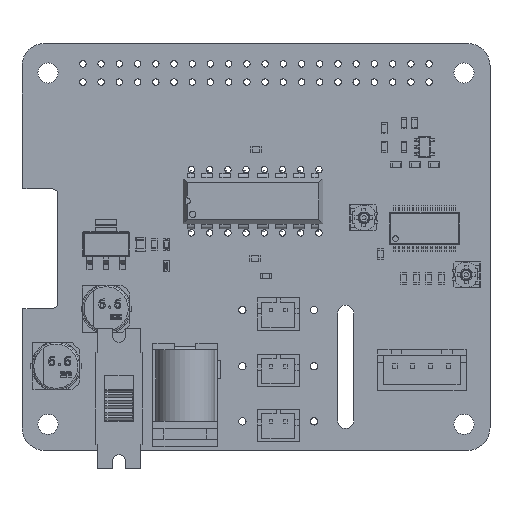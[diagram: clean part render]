
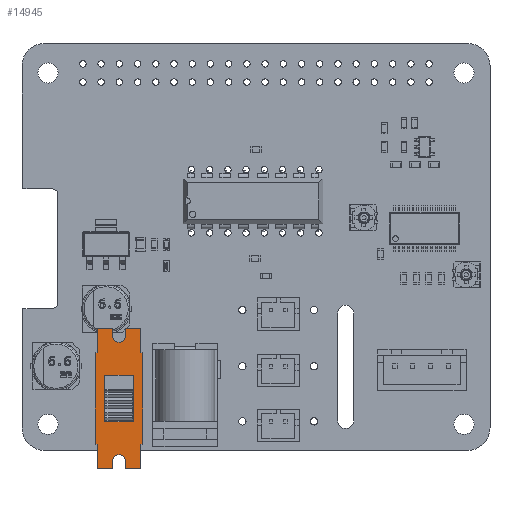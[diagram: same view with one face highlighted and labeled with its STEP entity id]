
A CAD part, top view. The second image highlights one B-rep face of the part: STEP entity #14945.
In plain terms, the highlighted planar face has unit normal (0, 0, 1).
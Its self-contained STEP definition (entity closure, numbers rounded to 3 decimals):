
#14945 = ADVANCED_FACE('',(#14946,#15110),#15144,.T.);
#14946 = FACE_BOUND('',#14947,.T.);
#14947 = EDGE_LOOP('',(#14948,#14958,#14966,#14974,#14982,#14990,#14999,
    #15007,#15015,#15023,#15031,#15039,#15047,#15055,#15063,#15071,
    #15080,#15088,#15096,#15104));
#14948 = ORIENTED_EDGE('',*,*,#14949,.T.);
#14949 = EDGE_CURVE('',#14950,#14952,#14954,.T.);
#14950 = VERTEX_POINT('',#14951);
#14951 = CARTESIAN_POINT('',(-3.3,6.352,0.36));
#14952 = VERTEX_POINT('',#14953);
#14953 = CARTESIAN_POINT('',(-3.3,-6.352,0.36));
#14954 = LINE('',#14955,#14956);
#14955 = CARTESIAN_POINT('',(-3.3,8.765,0.36));
#14956 = VECTOR('',#14957,1.);
#14957 = DIRECTION('',(0.,-1.,0.));
#14958 = ORIENTED_EDGE('',*,*,#14959,.T.);
#14959 = EDGE_CURVE('',#14952,#14960,#14962,.T.);
#14960 = VERTEX_POINT('',#14961);
#14961 = CARTESIAN_POINT('',(-3.05,-6.352,0.36));
#14962 = LINE('',#14963,#14964);
#14963 = CARTESIAN_POINT('',(-3.3,-6.352,0.36));
#14964 = VECTOR('',#14965,1.);
#14965 = DIRECTION('',(1.,0.,0.));
#14966 = ORIENTED_EDGE('',*,*,#14967,.T.);
#14967 = EDGE_CURVE('',#14960,#14968,#14970,.T.);
#14968 = VERTEX_POINT('',#14969);
#14969 = CARTESIAN_POINT('',(-3.05,-9.78,0.36));
#14970 = LINE('',#14971,#14972);
#14971 = CARTESIAN_POINT('',(-3.05,8.765,0.36));
#14972 = VECTOR('',#14973,1.);
#14973 = DIRECTION('',(0.,-1.,0.));
#14974 = ORIENTED_EDGE('',*,*,#14975,.T.);
#14975 = EDGE_CURVE('',#14968,#14976,#14978,.T.);
#14976 = VERTEX_POINT('',#14977);
#14977 = CARTESIAN_POINT('',(-0.925,-9.78,0.36));
#14978 = LINE('',#14979,#14980);
#14979 = CARTESIAN_POINT('',(0.,-9.78,0.36));
#14980 = VECTOR('',#14981,1.);
#14981 = DIRECTION('',(1.,0.,0.));
#14982 = ORIENTED_EDGE('',*,*,#14983,.T.);
#14983 = EDGE_CURVE('',#14976,#14984,#14986,.T.);
#14984 = VERTEX_POINT('',#14985);
#14985 = CARTESIAN_POINT('',(-0.925,-8.765,0.36));
#14986 = LINE('',#14987,#14988);
#14987 = CARTESIAN_POINT('',(-0.925,8.765,0.36));
#14988 = VECTOR('',#14989,1.);
#14989 = DIRECTION('',(0.,1.,0.));
#14990 = ORIENTED_EDGE('',*,*,#14991,.T.);
#14991 = EDGE_CURVE('',#14984,#14992,#14994,.T.);
#14992 = VERTEX_POINT('',#14993);
#14993 = CARTESIAN_POINT('',(0.925,-8.765,0.36));
#14994 = CIRCLE('',#14995,0.925);
#14995 = AXIS2_PLACEMENT_3D('',#14996,#14997,#14998);
#14996 = CARTESIAN_POINT('',(0.,-8.765,0.36));
#14997 = DIRECTION('',(0.,0.,-1.));
#14998 = DIRECTION('',(-1.,0.,0.));
#14999 = ORIENTED_EDGE('',*,*,#15000,.T.);
#15000 = EDGE_CURVE('',#14992,#15001,#15003,.T.);
#15001 = VERTEX_POINT('',#15002);
#15002 = CARTESIAN_POINT('',(0.925,-9.78,0.36));
#15003 = LINE('',#15004,#15005);
#15004 = CARTESIAN_POINT('',(0.925,8.765,0.36));
#15005 = VECTOR('',#15006,1.);
#15006 = DIRECTION('',(0.,-1.,0.));
#15007 = ORIENTED_EDGE('',*,*,#15008,.T.);
#15008 = EDGE_CURVE('',#15001,#15009,#15011,.T.);
#15009 = VERTEX_POINT('',#15010);
#15010 = CARTESIAN_POINT('',(3.05,-9.78,0.36));
#15011 = LINE('',#15012,#15013);
#15012 = CARTESIAN_POINT('',(0.,-9.78,0.36));
#15013 = VECTOR('',#15014,1.);
#15014 = DIRECTION('',(1.,0.,0.));
#15015 = ORIENTED_EDGE('',*,*,#15016,.T.);
#15016 = EDGE_CURVE('',#15009,#15017,#15019,.T.);
#15017 = VERTEX_POINT('',#15018);
#15018 = CARTESIAN_POINT('',(3.05,-6.352,0.36));
#15019 = LINE('',#15020,#15021);
#15020 = CARTESIAN_POINT('',(3.05,8.765,0.36));
#15021 = VECTOR('',#15022,1.);
#15022 = DIRECTION('',(0.,1.,0.));
#15023 = ORIENTED_EDGE('',*,*,#15024,.T.);
#15024 = EDGE_CURVE('',#15017,#15025,#15027,.T.);
#15025 = VERTEX_POINT('',#15026);
#15026 = CARTESIAN_POINT('',(3.3,-6.352,0.36));
#15027 = LINE('',#15028,#15029);
#15028 = CARTESIAN_POINT('',(-3.3,-6.352,0.36));
#15029 = VECTOR('',#15030,1.);
#15030 = DIRECTION('',(1.,0.,0.));
#15031 = ORIENTED_EDGE('',*,*,#15032,.T.);
#15032 = EDGE_CURVE('',#15025,#15033,#15035,.T.);
#15033 = VERTEX_POINT('',#15034);
#15034 = CARTESIAN_POINT('',(3.3,6.352,0.36));
#15035 = LINE('',#15036,#15037);
#15036 = CARTESIAN_POINT('',(3.3,8.765,0.36));
#15037 = VECTOR('',#15038,1.);
#15038 = DIRECTION('',(0.,1.,0.));
#15039 = ORIENTED_EDGE('',*,*,#15040,.T.);
#15040 = EDGE_CURVE('',#15033,#15041,#15043,.T.);
#15041 = VERTEX_POINT('',#15042);
#15042 = CARTESIAN_POINT('',(3.05,6.352,0.36));
#15043 = LINE('',#15044,#15045);
#15044 = CARTESIAN_POINT('',(-3.3,6.352,0.36));
#15045 = VECTOR('',#15046,1.);
#15046 = DIRECTION('',(-1.,0.,0.));
#15047 = ORIENTED_EDGE('',*,*,#15048,.T.);
#15048 = EDGE_CURVE('',#15041,#15049,#15051,.T.);
#15049 = VERTEX_POINT('',#15050);
#15050 = CARTESIAN_POINT('',(3.05,9.78,0.36));
#15051 = LINE('',#15052,#15053);
#15052 = CARTESIAN_POINT('',(3.05,8.765,0.36));
#15053 = VECTOR('',#15054,1.);
#15054 = DIRECTION('',(0.,1.,0.));
#15055 = ORIENTED_EDGE('',*,*,#15056,.T.);
#15056 = EDGE_CURVE('',#15049,#15057,#15059,.T.);
#15057 = VERTEX_POINT('',#15058);
#15058 = CARTESIAN_POINT('',(0.925,9.78,0.36));
#15059 = LINE('',#15060,#15061);
#15060 = CARTESIAN_POINT('',(0.,9.78,0.36));
#15061 = VECTOR('',#15062,1.);
#15062 = DIRECTION('',(-1.,0.,0.));
#15063 = ORIENTED_EDGE('',*,*,#15064,.T.);
#15064 = EDGE_CURVE('',#15057,#15065,#15067,.T.);
#15065 = VERTEX_POINT('',#15066);
#15066 = CARTESIAN_POINT('',(0.925,8.765,0.36));
#15067 = LINE('',#15068,#15069);
#15068 = CARTESIAN_POINT('',(0.925,8.765,0.36));
#15069 = VECTOR('',#15070,1.);
#15070 = DIRECTION('',(0.,-1.,0.));
#15071 = ORIENTED_EDGE('',*,*,#15072,.T.);
#15072 = EDGE_CURVE('',#15065,#15073,#15075,.T.);
#15073 = VERTEX_POINT('',#15074);
#15074 = CARTESIAN_POINT('',(-0.925,8.765,0.36));
#15075 = CIRCLE('',#15076,0.925);
#15076 = AXIS2_PLACEMENT_3D('',#15077,#15078,#15079);
#15077 = CARTESIAN_POINT('',(0.,8.765,0.36));
#15078 = DIRECTION('',(0.,0.,-1.));
#15079 = DIRECTION('',(-1.,0.,0.));
#15080 = ORIENTED_EDGE('',*,*,#15081,.T.);
#15081 = EDGE_CURVE('',#15073,#15082,#15084,.T.);
#15082 = VERTEX_POINT('',#15083);
#15083 = CARTESIAN_POINT('',(-0.925,9.78,0.36));
#15084 = LINE('',#15085,#15086);
#15085 = CARTESIAN_POINT('',(-0.925,8.765,0.36));
#15086 = VECTOR('',#15087,1.);
#15087 = DIRECTION('',(0.,1.,0.));
#15088 = ORIENTED_EDGE('',*,*,#15089,.T.);
#15089 = EDGE_CURVE('',#15082,#15090,#15092,.T.);
#15090 = VERTEX_POINT('',#15091);
#15091 = CARTESIAN_POINT('',(-3.05,9.78,0.36));
#15092 = LINE('',#15093,#15094);
#15093 = CARTESIAN_POINT('',(0.,9.78,0.36));
#15094 = VECTOR('',#15095,1.);
#15095 = DIRECTION('',(-1.,0.,0.));
#15096 = ORIENTED_EDGE('',*,*,#15097,.T.);
#15097 = EDGE_CURVE('',#15090,#15098,#15100,.T.);
#15098 = VERTEX_POINT('',#15099);
#15099 = CARTESIAN_POINT('',(-3.05,6.352,0.36));
#15100 = LINE('',#15101,#15102);
#15101 = CARTESIAN_POINT('',(-3.05,8.765,0.36));
#15102 = VECTOR('',#15103,1.);
#15103 = DIRECTION('',(0.,-1.,0.));
#15104 = ORIENTED_EDGE('',*,*,#15105,.T.);
#15105 = EDGE_CURVE('',#15098,#14950,#15106,.T.);
#15106 = LINE('',#15107,#15108);
#15107 = CARTESIAN_POINT('',(-3.3,6.352,0.36));
#15108 = VECTOR('',#15109,1.);
#15109 = DIRECTION('',(-1.,0.,0.));
#15110 = FACE_BOUND('',#15111,.T.);
#15111 = EDGE_LOOP('',(#15112,#15122,#15130,#15138));
#15112 = ORIENTED_EDGE('',*,*,#15113,.T.);
#15113 = EDGE_CURVE('',#15114,#15116,#15118,.T.);
#15114 = VERTEX_POINT('',#15115);
#15115 = CARTESIAN_POINT('',(-2.,-3.25,0.36));
#15116 = VERTEX_POINT('',#15117);
#15117 = CARTESIAN_POINT('',(-2.,3.25,0.36));
#15118 = LINE('',#15119,#15120);
#15119 = CARTESIAN_POINT('',(-2.,8.765,0.36));
#15120 = VECTOR('',#15121,1.);
#15121 = DIRECTION('',(0.,1.,0.));
#15122 = ORIENTED_EDGE('',*,*,#15123,.T.);
#15123 = EDGE_CURVE('',#15116,#15124,#15126,.T.);
#15124 = VERTEX_POINT('',#15125);
#15125 = CARTESIAN_POINT('',(2.,3.25,0.36));
#15126 = LINE('',#15127,#15128);
#15127 = CARTESIAN_POINT('',(0.,3.25,0.36));
#15128 = VECTOR('',#15129,1.);
#15129 = DIRECTION('',(1.,0.,0.));
#15130 = ORIENTED_EDGE('',*,*,#15131,.T.);
#15131 = EDGE_CURVE('',#15124,#15132,#15134,.T.);
#15132 = VERTEX_POINT('',#15133);
#15133 = CARTESIAN_POINT('',(2.,-3.25,0.36));
#15134 = LINE('',#15135,#15136);
#15135 = CARTESIAN_POINT('',(2.,8.765,0.36));
#15136 = VECTOR('',#15137,1.);
#15137 = DIRECTION('',(0.,-1.,0.));
#15138 = ORIENTED_EDGE('',*,*,#15139,.T.);
#15139 = EDGE_CURVE('',#15132,#15114,#15140,.T.);
#15140 = LINE('',#15141,#15142);
#15141 = CARTESIAN_POINT('',(0.,-3.25,0.36));
#15142 = VECTOR('',#15143,1.);
#15143 = DIRECTION('',(-1.,0.,0.));
#15144 = PLANE('',#15145);
#15145 = AXIS2_PLACEMENT_3D('',#15146,#15147,#15148);
#15146 = CARTESIAN_POINT('',(0.,8.765,0.36));
#15147 = DIRECTION('',(0.,0.,1.));
#15148 = DIRECTION('',(1.,0.,0.));
